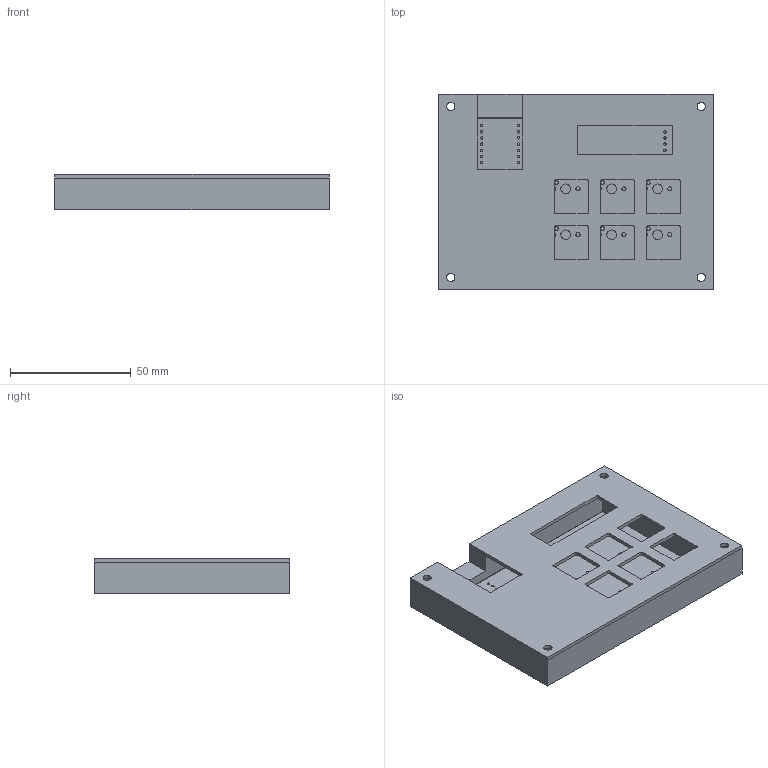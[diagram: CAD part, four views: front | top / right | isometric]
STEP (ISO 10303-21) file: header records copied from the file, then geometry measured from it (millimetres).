
FILE_DESCRIPTION(/* description */ (''),/* implementation_level */ '2;1');
FILE_NAME(/* name */ 'f294839a-0b3f-491e-bb3e-78ec8c37d199.stp',/* time_stamp */ '2025-12-23T14:41:15Z',/* author */ (''),/* organization */ (''),/* preprocessor_version */ 'ST-DEVELOPER v20.1',/* originating_system */ 'Autodesk Translation Framework v14.24.0.0',/* authorisation */ '');
FILE_SCHEMA (('AUTOMOTIVE_DESIGN { 1 0 10303 214 3 1 1 }'));
Length unit declared in the file: millimetre
Products named in the file (6): 2025-12-21-21-51-20-264; 2025-12-21-21-52-38-723; Rajveer's 1; Rajveer's_PCB; 2025-12-21-21-59-46-798; 2025-12-21-22-03-59-494
Assembly tree (3 placements, depth 4):
  2025-12-21-21-51-20-264
    2025-12-21-21-52-38-723
      2025-12-21-21-59-46-798
        2025-12-21-22-03-59-494
  Rajveer's 1
  Rajveer's_PCB
Bounding box: 113.5 x 80.65 x 14.5 mm (x, y, z)
Volume: 69277.2 mm3; surface area: 54355.1 mm2
Topology: 3 solids, 3 shells, 162 faces, 456 edges, 304 vertices
Faces by surface type: cylinder 96, plane 66
Full cylindrical faces by diameter (mm): 1 x18, 1.5 x12, 1.7 x12, 3.4 x7, 3.5 x1, 4 x6, 6 x4
Entity records: 5721 total; most frequent: DIRECTION 994, CARTESIAN_POINT 933, ORIENTED_EDGE 912, EDGE_CURVE 456, AXIS2_PLACEMENT_3D 365, VERTEX_POINT 304, EDGE_LOOP 294, LINE 264
